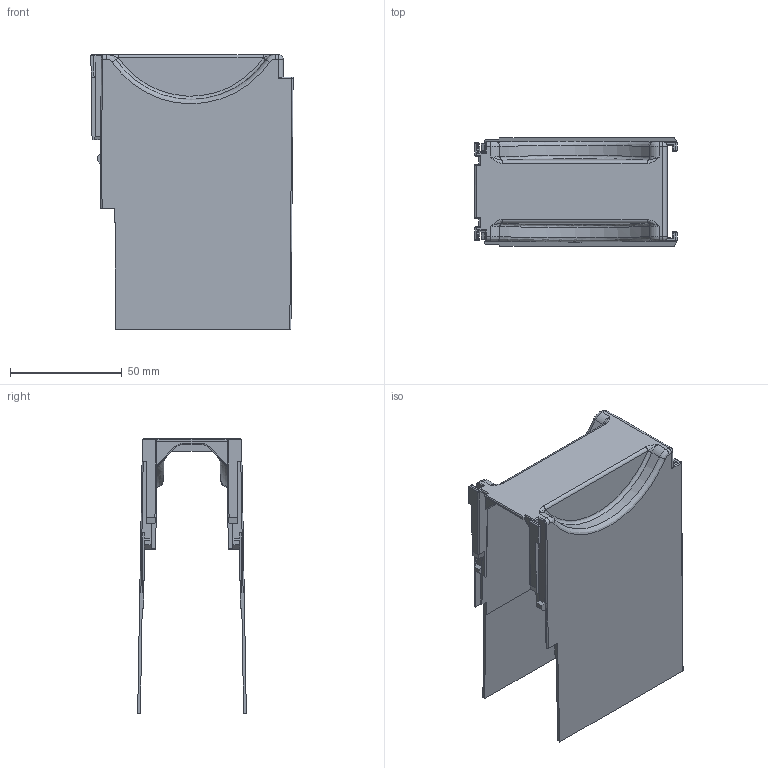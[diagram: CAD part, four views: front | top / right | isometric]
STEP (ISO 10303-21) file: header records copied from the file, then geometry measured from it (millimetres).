
FILE_DESCRIPTION((''),'2;1');
FILE_NAME('1SEP619494P0001_A01','2020-11-30T15:34:02',('CNANWAN3'),(''),'CREO PARAMETRIC BY PTC INC, 2020044','CREO PARAMETRIC BY PTC INC, 2020044','');
FILE_SCHEMA(('CONFIG_CONTROL_DESIGN'));
Length unit declared in the file: millimetre
Products named in the file (1): 1SEP619494P0001_A01
Bounding box: 90.59 x 48.69 x 123 mm (x, y, z)
Volume: 40400.2 mm3; surface area: 51337.5 mm2
Topology: 1 solids, 1 shells, 321 faces, 860 edges, 530 vertices
Faces by surface type: plane 162, cylinder 81, bspline 56, sphere 14, cone 6, revolution 2
Entity records: 13611 total; most frequent: CARTESIAN_POINT 6243, ORIENTED_EDGE 1676, DIRECTION 1265, EDGE_CURVE 838, VECTOR 531, LINE 531, VERTEX_POINT 530, AXIS2_PLACEMENT_3D 366
